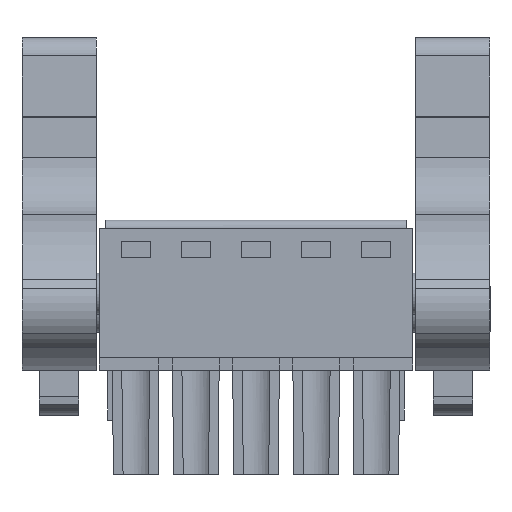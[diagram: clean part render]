
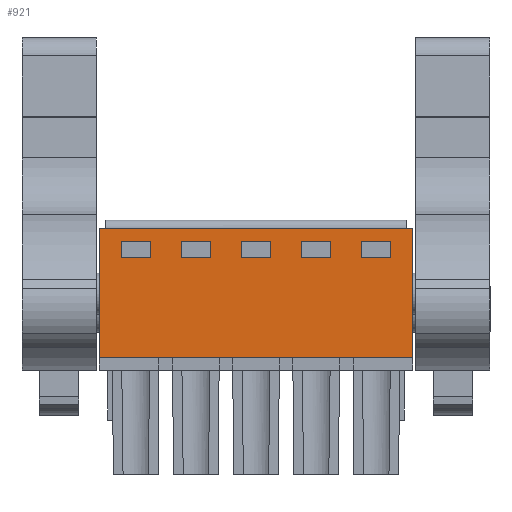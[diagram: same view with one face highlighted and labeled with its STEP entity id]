
A CAD part, front view. The second image highlights one B-rep face of the part: STEP entity #921.
In plain terms, the highlighted planar face has unit normal (0, -1, 0).
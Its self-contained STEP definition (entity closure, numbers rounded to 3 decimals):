
#731=AXIS2_PLACEMENT_3D('Plane Axis2P3D',#728,#729,#730) ;
#84=CARTESIAN_POINT('Line Origine',(14.82,0.,7.4)) ;
#88=CARTESIAN_POINT('Vertex',(4.9,0.,7.4)) ;
#90=CARTESIAN_POINT('Vertex',(24.74,0.,7.4)) ;
#304=CARTESIAN_POINT('Line Origine',(4.9,0.,11.5)) ;
#308=CARTESIAN_POINT('Vertex',(4.9,0.,15.6)) ;
#728=CARTESIAN_POINT('Axis2P3D Location',(9.105,0.,15.6)) ;
#733=CARTESIAN_POINT('Line Origine',(24.74,0.,11.5)) ;
#737=CARTESIAN_POINT('Vertex',(24.74,0.,15.6)) ;
#740=CARTESIAN_POINT('Line Origine',(14.82,0.,15.6)) ;
#751=CARTESIAN_POINT('Line Origine',(7.2,0.,14.78)) ;
#755=CARTESIAN_POINT('Vertex',(8.125,0.,14.78)) ;
#757=CARTESIAN_POINT('Vertex',(6.275,0.,14.78)) ;
#760=CARTESIAN_POINT('Line Origine',(8.125,0.,14.255)) ;
#764=CARTESIAN_POINT('Vertex',(8.125,0.,13.73)) ;
#767=CARTESIAN_POINT('Line Origine',(7.2,0.,13.73)) ;
#771=CARTESIAN_POINT('Vertex',(6.275,0.,13.73)) ;
#774=CARTESIAN_POINT('Line Origine',(6.275,0.,14.255)) ;
#785=CARTESIAN_POINT('Line Origine',(15.745,0.,14.255)) ;
#789=CARTESIAN_POINT('Vertex',(15.745,0.,13.73)) ;
#791=CARTESIAN_POINT('Vertex',(15.745,0.,14.78)) ;
#794=CARTESIAN_POINT('Line Origine',(14.82,0.,13.73)) ;
#798=CARTESIAN_POINT('Vertex',(13.895,0.,13.73)) ;
#801=CARTESIAN_POINT('Line Origine',(13.895,0.,14.255)) ;
#805=CARTESIAN_POINT('Vertex',(13.895,0.,14.78)) ;
#808=CARTESIAN_POINT('Line Origine',(14.82,0.,14.78)) ;
#819=CARTESIAN_POINT('Line Origine',(11.935,0.,14.255)) ;
#823=CARTESIAN_POINT('Vertex',(11.935,0.,13.73)) ;
#825=CARTESIAN_POINT('Vertex',(11.935,0.,14.78)) ;
#828=CARTESIAN_POINT('Line Origine',(11.01,0.,13.73)) ;
#832=CARTESIAN_POINT('Vertex',(10.085,0.,13.73)) ;
#835=CARTESIAN_POINT('Line Origine',(10.085,0.,14.255)) ;
#839=CARTESIAN_POINT('Vertex',(10.085,0.,14.78)) ;
#842=CARTESIAN_POINT('Line Origine',(11.01,0.,14.78)) ;
#853=CARTESIAN_POINT('Line Origine',(18.63,0.,13.73)) ;
#857=CARTESIAN_POINT('Vertex',(17.705,0.,13.73)) ;
#859=CARTESIAN_POINT('Vertex',(19.555,0.,13.73)) ;
#862=CARTESIAN_POINT('Line Origine',(17.705,0.,14.255)) ;
#866=CARTESIAN_POINT('Vertex',(17.705,0.,14.78)) ;
#869=CARTESIAN_POINT('Line Origine',(18.63,0.,14.78)) ;
#873=CARTESIAN_POINT('Vertex',(19.555,0.,14.78)) ;
#876=CARTESIAN_POINT('Line Origine',(19.555,0.,14.255)) ;
#887=CARTESIAN_POINT('Line Origine',(22.44,0.,13.73)) ;
#891=CARTESIAN_POINT('Vertex',(21.515,0.,13.73)) ;
#893=CARTESIAN_POINT('Vertex',(23.365,0.,13.73)) ;
#896=CARTESIAN_POINT('Line Origine',(21.515,0.,14.255)) ;
#900=CARTESIAN_POINT('Vertex',(21.515,0.,14.78)) ;
#903=CARTESIAN_POINT('Line Origine',(22.44,0.,14.78)) ;
#907=CARTESIAN_POINT('Vertex',(23.365,0.,14.78)) ;
#910=CARTESIAN_POINT('Line Origine',(23.365,0.,14.255)) ;
#85=DIRECTION('Vector Direction',(1.,0.,0.)) ;
#305=DIRECTION('Vector Direction',(0.,0.,1.)) ;
#729=DIRECTION('Axis2P3D Direction',(0.,-1.,0.)) ;
#730=DIRECTION('Axis2P3D XDirection',(0.,0.,-1.)) ;
#734=DIRECTION('Vector Direction',(0.,0.,1.)) ;
#741=DIRECTION('Vector Direction',(1.,0.,0.)) ;
#752=DIRECTION('Vector Direction',(-1.,0.,0.)) ;
#761=DIRECTION('Vector Direction',(0.,0.,1.)) ;
#768=DIRECTION('Vector Direction',(1.,0.,0.)) ;
#775=DIRECTION('Vector Direction',(0.,0.,-1.)) ;
#786=DIRECTION('Vector Direction',(0.,0.,1.)) ;
#795=DIRECTION('Vector Direction',(1.,0.,0.)) ;
#802=DIRECTION('Vector Direction',(0.,0.,-1.)) ;
#809=DIRECTION('Vector Direction',(-1.,0.,0.)) ;
#820=DIRECTION('Vector Direction',(0.,0.,1.)) ;
#829=DIRECTION('Vector Direction',(1.,0.,0.)) ;
#836=DIRECTION('Vector Direction',(0.,0.,-1.)) ;
#843=DIRECTION('Vector Direction',(-1.,0.,0.)) ;
#854=DIRECTION('Vector Direction',(1.,0.,0.)) ;
#863=DIRECTION('Vector Direction',(0.,0.,-1.)) ;
#870=DIRECTION('Vector Direction',(-1.,0.,0.)) ;
#877=DIRECTION('Vector Direction',(0.,0.,1.)) ;
#888=DIRECTION('Vector Direction',(1.,0.,0.)) ;
#897=DIRECTION('Vector Direction',(0.,0.,-1.)) ;
#904=DIRECTION('Vector Direction',(-1.,0.,0.)) ;
#911=DIRECTION('Vector Direction',(0.,0.,1.)) ;
#86=VECTOR('Line Direction',#85,1.) ;
#306=VECTOR('Line Direction',#305,1.) ;
#735=VECTOR('Line Direction',#734,1.) ;
#742=VECTOR('Line Direction',#741,1.) ;
#753=VECTOR('Line Direction',#752,1.) ;
#762=VECTOR('Line Direction',#761,1.) ;
#769=VECTOR('Line Direction',#768,1.) ;
#776=VECTOR('Line Direction',#775,1.) ;
#787=VECTOR('Line Direction',#786,1.) ;
#796=VECTOR('Line Direction',#795,1.) ;
#803=VECTOR('Line Direction',#802,1.) ;
#810=VECTOR('Line Direction',#809,1.) ;
#821=VECTOR('Line Direction',#820,1.) ;
#830=VECTOR('Line Direction',#829,1.) ;
#837=VECTOR('Line Direction',#836,1.) ;
#844=VECTOR('Line Direction',#843,1.) ;
#855=VECTOR('Line Direction',#854,1.) ;
#864=VECTOR('Line Direction',#863,1.) ;
#871=VECTOR('Line Direction',#870,1.) ;
#878=VECTOR('Line Direction',#877,1.) ;
#889=VECTOR('Line Direction',#888,1.) ;
#898=VECTOR('Line Direction',#897,1.) ;
#905=VECTOR('Line Direction',#904,1.) ;
#912=VECTOR('Line Direction',#911,1.) ;
#746=ORIENTED_EDGE('',*,*,#92,.T.) ;
#747=ORIENTED_EDGE('',*,*,#739,.T.) ;
#748=ORIENTED_EDGE('',*,*,#744,.T.) ;
#749=ORIENTED_EDGE('',*,*,#310,.F.) ;
#780=ORIENTED_EDGE('',*,*,#759,.F.) ;
#781=ORIENTED_EDGE('',*,*,#766,.F.) ;
#782=ORIENTED_EDGE('',*,*,#773,.F.) ;
#783=ORIENTED_EDGE('',*,*,#778,.F.) ;
#814=ORIENTED_EDGE('',*,*,#793,.F.) ;
#815=ORIENTED_EDGE('',*,*,#800,.F.) ;
#816=ORIENTED_EDGE('',*,*,#807,.F.) ;
#817=ORIENTED_EDGE('',*,*,#812,.F.) ;
#848=ORIENTED_EDGE('',*,*,#827,.F.) ;
#849=ORIENTED_EDGE('',*,*,#834,.F.) ;
#850=ORIENTED_EDGE('',*,*,#841,.F.) ;
#851=ORIENTED_EDGE('',*,*,#846,.F.) ;
#882=ORIENTED_EDGE('',*,*,#861,.F.) ;
#883=ORIENTED_EDGE('',*,*,#868,.F.) ;
#884=ORIENTED_EDGE('',*,*,#875,.F.) ;
#885=ORIENTED_EDGE('',*,*,#880,.F.) ;
#916=ORIENTED_EDGE('',*,*,#895,.F.) ;
#917=ORIENTED_EDGE('',*,*,#902,.F.) ;
#918=ORIENTED_EDGE('',*,*,#909,.F.) ;
#919=ORIENTED_EDGE('',*,*,#914,.F.) ;
#784=FACE_BOUND('',#779,.T.) ;
#818=FACE_BOUND('',#813,.T.) ;
#852=FACE_BOUND('',#847,.T.) ;
#886=FACE_BOUND('',#881,.T.) ;
#920=FACE_BOUND('',#915,.T.) ;
#921=ADVANCED_FACE('HOUSING',(#750,#784,#818,#852,#886,#920),#732,.T.) ;
#92=EDGE_CURVE('',#89,#91,#87,.T.) ;
#310=EDGE_CURVE('',#89,#309,#307,.T.) ;
#739=EDGE_CURVE('',#91,#738,#736,.T.) ;
#744=EDGE_CURVE('',#738,#309,#743,.F.) ;
#759=EDGE_CURVE('',#756,#758,#754,.T.) ;
#766=EDGE_CURVE('',#765,#756,#763,.T.) ;
#773=EDGE_CURVE('',#772,#765,#770,.T.) ;
#778=EDGE_CURVE('',#758,#772,#777,.T.) ;
#793=EDGE_CURVE('',#790,#792,#788,.T.) ;
#800=EDGE_CURVE('',#799,#790,#797,.T.) ;
#807=EDGE_CURVE('',#806,#799,#804,.T.) ;
#812=EDGE_CURVE('',#792,#806,#811,.T.) ;
#827=EDGE_CURVE('',#824,#826,#822,.T.) ;
#834=EDGE_CURVE('',#833,#824,#831,.T.) ;
#841=EDGE_CURVE('',#840,#833,#838,.T.) ;
#846=EDGE_CURVE('',#826,#840,#845,.T.) ;
#861=EDGE_CURVE('',#858,#860,#856,.T.) ;
#868=EDGE_CURVE('',#867,#858,#865,.T.) ;
#875=EDGE_CURVE('',#874,#867,#872,.T.) ;
#880=EDGE_CURVE('',#860,#874,#879,.T.) ;
#895=EDGE_CURVE('',#892,#894,#890,.T.) ;
#902=EDGE_CURVE('',#901,#892,#899,.T.) ;
#909=EDGE_CURVE('',#908,#901,#906,.T.) ;
#914=EDGE_CURVE('',#894,#908,#913,.T.) ;
#745=EDGE_LOOP('',(#746,#747,#748,#749)) ;
#779=EDGE_LOOP('',(#780,#781,#782,#783)) ;
#813=EDGE_LOOP('',(#814,#815,#816,#817)) ;
#847=EDGE_LOOP('',(#848,#849,#850,#851)) ;
#881=EDGE_LOOP('',(#882,#883,#884,#885)) ;
#915=EDGE_LOOP('',(#916,#917,#918,#919)) ;
#750=FACE_OUTER_BOUND('',#745,.T.) ;
#87=LINE('Line',#84,#86) ;
#307=LINE('Line',#304,#306) ;
#736=LINE('Line',#733,#735) ;
#743=LINE('Line',#740,#742) ;
#754=LINE('Line',#751,#753) ;
#763=LINE('Line',#760,#762) ;
#770=LINE('Line',#767,#769) ;
#777=LINE('Line',#774,#776) ;
#788=LINE('Line',#785,#787) ;
#797=LINE('Line',#794,#796) ;
#804=LINE('Line',#801,#803) ;
#811=LINE('Line',#808,#810) ;
#822=LINE('Line',#819,#821) ;
#831=LINE('Line',#828,#830) ;
#838=LINE('Line',#835,#837) ;
#845=LINE('Line',#842,#844) ;
#856=LINE('Line',#853,#855) ;
#865=LINE('Line',#862,#864) ;
#872=LINE('Line',#869,#871) ;
#879=LINE('Line',#876,#878) ;
#890=LINE('Line',#887,#889) ;
#899=LINE('Line',#896,#898) ;
#906=LINE('Line',#903,#905) ;
#913=LINE('Line',#910,#912) ;
#732=PLANE('',#731) ;
#89=VERTEX_POINT('',#88) ;
#91=VERTEX_POINT('',#90) ;
#309=VERTEX_POINT('',#308) ;
#738=VERTEX_POINT('',#737) ;
#756=VERTEX_POINT('',#755) ;
#758=VERTEX_POINT('',#757) ;
#765=VERTEX_POINT('',#764) ;
#772=VERTEX_POINT('',#771) ;
#790=VERTEX_POINT('',#789) ;
#792=VERTEX_POINT('',#791) ;
#799=VERTEX_POINT('',#798) ;
#806=VERTEX_POINT('',#805) ;
#824=VERTEX_POINT('',#823) ;
#826=VERTEX_POINT('',#825) ;
#833=VERTEX_POINT('',#832) ;
#840=VERTEX_POINT('',#839) ;
#858=VERTEX_POINT('',#857) ;
#860=VERTEX_POINT('',#859) ;
#867=VERTEX_POINT('',#866) ;
#874=VERTEX_POINT('',#873) ;
#892=VERTEX_POINT('',#891) ;
#894=VERTEX_POINT('',#893) ;
#901=VERTEX_POINT('',#900) ;
#908=VERTEX_POINT('',#907) ;
